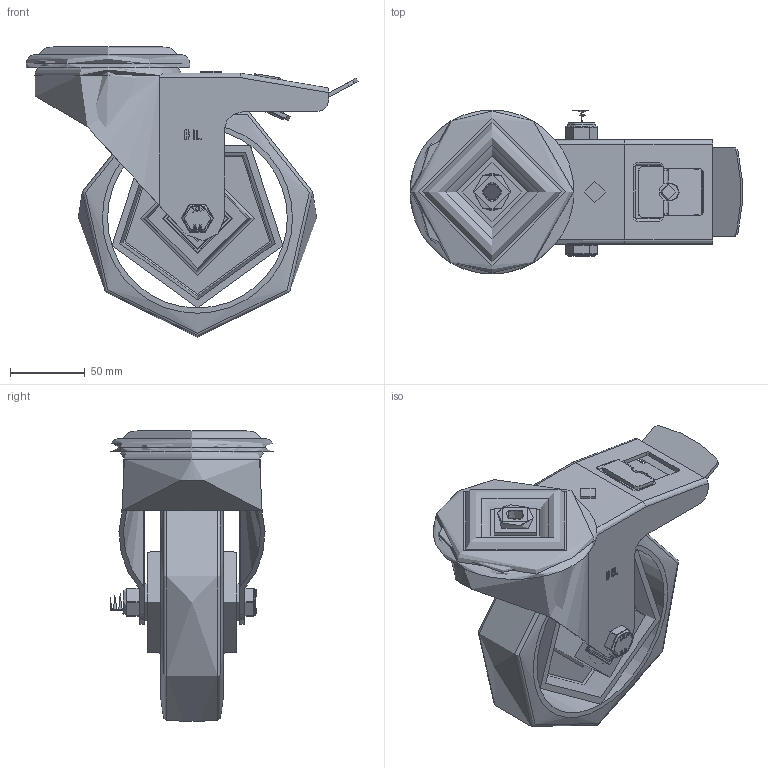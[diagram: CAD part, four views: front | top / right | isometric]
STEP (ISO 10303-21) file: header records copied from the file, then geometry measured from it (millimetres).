
FILE_DESCRIPTION(/* description */ (''),/* implementation_level */ '2;1');
FILE_NAME(/* name */ 'BZMM160RNBJBH12SWB.step',/* time_stamp */ '2024-10-07T13:08:31+01:00',/* author */ (''),/* organization */ (''),/* preprocessor_version */ 'ST-DEVELOPER v20',/* originating_system */ 'Autodesk Translation Framework v13.20.0.188',/* authorisation */ '');
FILE_SCHEMA (('AUTOMOTIVE_DESIGN { 1 0 10303 214 3 1 1 }'));
Length unit declared in the file: millimetre
Products named in the file (33): BZMM160RNBJBH12SWB; BZMM150ASBH12SWB - 64 v1; ZINC PLATED, PRESSED STEEL TOP PLATE; ZINC PLATED, PRESSED STEEL BRAKE PEDAL; BRAKE PAD; BRAKE PAD Geometry; BRAKE BOLT; BOLT; NUT; ZINC PLATED, PRESSED STEEL FORKS; BZH160WRNBJM20 v1; 75 SHORE A ELASTIC RUBBER TYRE; NYLON RIM; BEARING SPACER; BEARING6204; BALL BEARINGS; BEARING6204 (1); BALL BEARINGS (1); Component3; INNER; OUTER; MIDDLE; RUBBER; TH20X2X12 v1; ZINC PLATED HEADED SPACER; TH20X2X12 v1 (1); ZINC PLATED HEADED SPACER (1); HEXBOLTM12X90Z8.8 v2; GRADE 8.8 ZINC PLATED BOLT; NYLOCM12Z v1; NYLOC NUT; NUT (1); RUBBER (1)
Assembly tree (51 placements, depth 5):
  BZMM160RNBJBH12SWB
    BZMM150ASBH12SWB - 64 v1
      ZINC PLATED, PRESSED STEEL TOP PLATE
      ZINC PLATED, PRESSED STEEL BRAKE PEDAL
      BRAKE PAD
        BRAKE PAD Geometry
        BRAKE BOLT
        BOLT
        NUT
      ZINC PLATED, PRESSED STEEL FORKS
    BZH160WRNBJM20 v1
      75 SHORE A ELASTIC RUBBER TYRE
      NYLON RIM
      BEARING SPACER
      BEARING6204
        INNER
        OUTER
        BALL BEARINGS
          Component3  x8
        MIDDLE
        RUBBER
      BEARING6204 (1)
        BALL BEARINGS (1)
          Component3  x8
        INNER
        OUTER
        MIDDLE
        RUBBER
    TH20X2X12 v1
      ZINC PLATED HEADED SPACER
    TH20X2X12 v1 (1)
      ZINC PLATED HEADED SPACER (1)
    HEXBOLTM12X90Z8.8 v2
      GRADE 8.8 ZINC PLATED BOLT
    NYLOCM12Z v1
      NYLOC NUT
        NUT (1)
        RUBBER (1)
Bounding box: 222.68 x 110 x 194.91 mm (x, y, z)
Volume: 844780.7 mm3; surface area: 293161.4 mm2
Topology: 41 solids, 41 shells, 1305 faces, 3329 edges, 2202 vertices
Faces by surface type: plane 575, bspline 338, cylinder 258, sphere 66, torus 49, cone 19
Full cylindrical faces by diameter (mm): 8 x2, 9.836 x16, 11.834 x16, 12 x3, 12.1 x2, 12.2 x3, 14 x3, 15 x1, 17.75 x1, 18.5 x1, 19.8 x2, 20 x3, 24 x1, 24.5 x1, 25 x4, 27 x2, 28.5 x8, 30.8 x4, 31.3 x4, 33.5 x1, 34 x1, 40 x2, 40.3 x4, 40.5 x4, 40.8 x4, 42 x11, 47 x4, 52.5 x1, 65.5 x1, 77 x1
Entity records: 38516 total; most frequent: CARTESIAN_POINT 15763, ORIENTED_EDGE 4730, DIRECTION 4120, EDGE_CURVE 2365, VERTEX_POINT 1564, AXIS2_PLACEMENT_3D 1485, LINE 1150, VECTOR 1150
